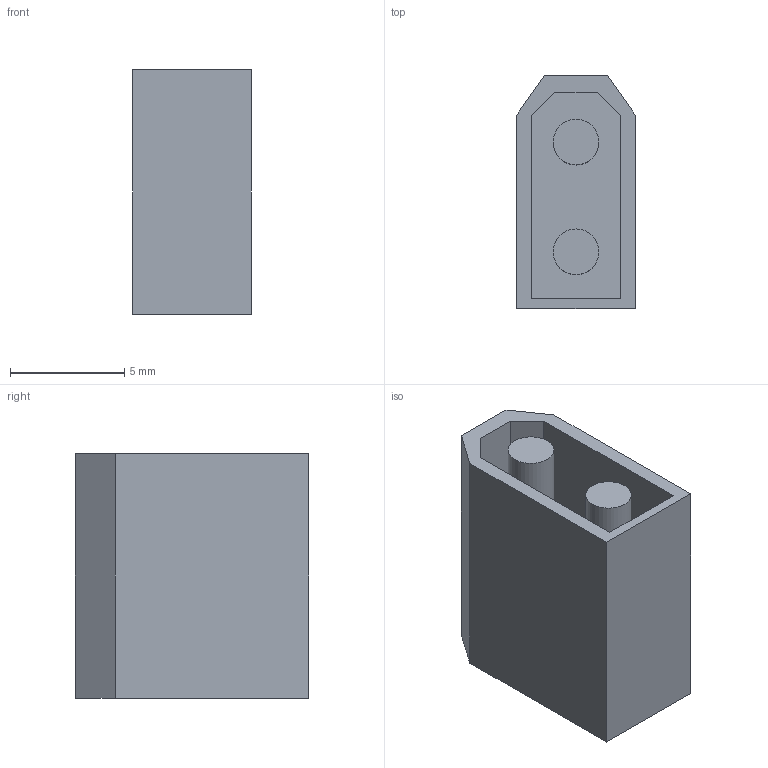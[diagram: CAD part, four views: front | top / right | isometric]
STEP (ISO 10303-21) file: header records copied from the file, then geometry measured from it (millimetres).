
FILE_DESCRIPTION(('STEP AP214'), '1');
FILE_NAME('XT30U-M', '', ('UNSPECIFIED'), ('UNSPECIFIED'), 'ASCON STEP Converter 1.6', 'ASCON Math Kernel', '');
FILE_SCHEMA(('AUTOMOTIVE_DESIGN { 1 0 10303 214 3 1 1}'));
Length unit declared in the file: millimetre
Bounding box: 5.2 x 10.2 x 10.7 mm (x, y, z)
Volume: 404.9 mm3; surface area: 599.7 mm2
Topology: 1 solids, 1 shells, 19 faces, 42 edges, 28 vertices
Faces by surface type: plane 17, cylinder 2
Full cylindrical faces by diameter (mm): 2 x2
Entity records: 706 total; most frequent: CARTESIAN_POINT 88, DIRECTION 84, ORIENTED_EDGE 80, EDGE_CURVE 40, LINE 36, VECTOR 36, VERTEX_POINT 28, AXIS2_PLACEMENT_3D 24
